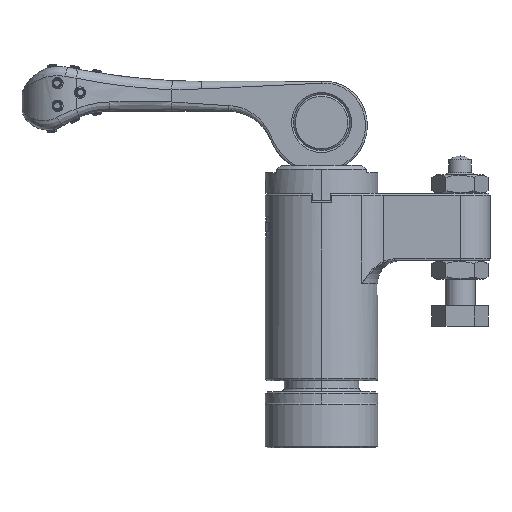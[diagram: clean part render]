
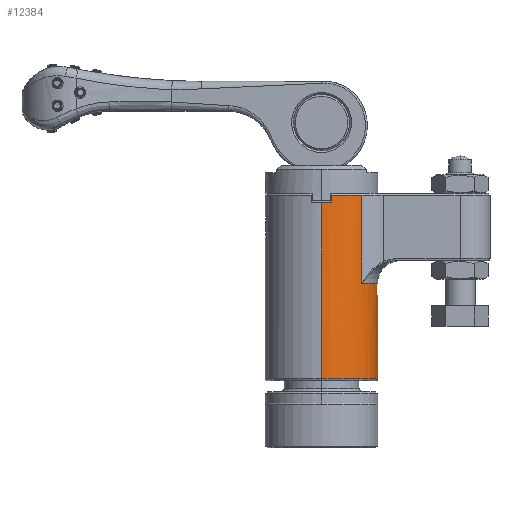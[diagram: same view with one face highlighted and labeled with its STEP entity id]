
A CAD part, front view. The second image highlights one B-rep face of the part: STEP entity #12384.
In plain terms, the highlighted cylindrical face has radius 15 mm (diameter 30 mm), a partial arc.
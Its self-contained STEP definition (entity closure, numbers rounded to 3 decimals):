
#118 = DIRECTION ( 'NONE',  ( 0., 0., -1. ) ) ;
#559 = ORIENTED_EDGE ( 'NONE', *, *, #21831, .F. ) ;
#646 = LINE ( 'NONE', #25870, #17459 ) ;
#1333 = VERTEX_POINT ( 'NONE', #13711 ) ;
#1540 = CYLINDRICAL_SURFACE ( 'NONE', #2220, 15. ) ;
#1910 = VERTEX_POINT ( 'NONE', #5910 ) ;
#2075 = DIRECTION ( 'NONE',  ( 0., 0., -1. ) ) ;
#2159 = CARTESIAN_POINT ( 'NONE',  ( 0., 15., 50. ) ) ;
#2220 = AXIS2_PLACEMENT_3D ( 'NONE', #11764, #26626, #20075 ) ;
#2537 = CARTESIAN_POINT ( 'NONE',  ( 0., 15., 47.5 ) ) ;
#2623 = EDGE_CURVE ( 'NONE', #11357, #1910, #18883, .T. ) ;
#3240 = CARTESIAN_POINT ( 'NONE',  ( 10.776, 10.435, 26. ) ) ;
#3244 = VECTOR ( 'NONE', #26463, 1000. ) ;
#3321 = CARTESIAN_POINT ( 'NONE',  ( 2.6, -14.773, 50. ) ) ;
#3339 = DIRECTION ( 'NONE',  ( 0., 0., 1. ) ) ;
#3615 = CARTESIAN_POINT ( 'NONE',  ( 10.776, 10.435, 50. ) ) ;
#3656 = CIRCLE ( 'NONE', #9314, 15. ) ;
#3804 = LINE ( 'NONE', #9936, #21826 ) ;
#4379 = DIRECTION ( 'NONE',  ( 0., -1., 0. ) ) ;
#4522 = ORIENTED_EDGE ( 'NONE', *, *, #10174, .F. ) ;
#4558 = EDGE_CURVE ( 'NONE', #23038, #5072, #5858, .T. ) ;
#4792 = VERTEX_POINT ( 'NONE', #10162 ) ;
#4832 = AXIS2_PLACEMENT_3D ( 'NONE', #6161, #2075, #4379 ) ;
#4837 = EDGE_CURVE ( 'NONE', #25978, #11357, #8116, .T. ) ;
#5071 = DIRECTION ( 'NONE',  ( 0., -1., 0. ) ) ;
#5072 = VERTEX_POINT ( 'NONE', #20913 ) ;
#5858 = LINE ( 'NONE', #22357, #3244 ) ;
#5910 = CARTESIAN_POINT ( 'NONE',  ( 2.6, 14.773, 49.5 ) ) ;
#6148 = CIRCLE ( 'NONE', #4832, 15. ) ;
#6161 = CARTESIAN_POINT ( 'NONE',  ( 0., 0., 47.5 ) ) ;
#6243 = CARTESIAN_POINT ( 'NONE',  ( 2.6, -14.773, 47.5 ) ) ;
#6506 = ORIENTED_EDGE ( 'NONE', *, *, #4837, .F. ) ;
#6666 = AXIS2_PLACEMENT_3D ( 'NONE', #19310, #23544, #6779 ) ;
#6779 = DIRECTION ( 'NONE',  ( 0., -1., 0. ) ) ;
#6822 = VECTOR ( 'NONE', #118, 1000. ) ;
#6991 = EDGE_CURVE ( 'NONE', #22550, #4792, #10873, .T. ) ;
#7284 = ORIENTED_EDGE ( 'NONE', *, *, #17299, .F. ) ;
#7683 = CARTESIAN_POINT ( 'NONE',  ( 0., 0., 49.5 ) ) ;
#7878 = DIRECTION ( 'NONE',  ( 0., 0., -1. ) ) ;
#8116 = LINE ( 'NONE', #3615, #8889 ) ;
#8654 = EDGE_CURVE ( 'NONE', #22550, #14958, #6148, .T. ) ;
#8771 = ORIENTED_EDGE ( 'NONE', *, *, #20776, .T. ) ;
#8889 = VECTOR ( 'NONE', #18610, 1000. ) ;
#9293 = DIRECTION ( 'NONE',  ( 0., 0., -1. ) ) ;
#9314 = AXIS2_PLACEMENT_3D ( 'NONE', #23758, #9293, #5071 ) ;
#9551 = CARTESIAN_POINT ( 'NONE',  ( 10.776, -10.435, 26. ) ) ;
#9645 = CIRCLE ( 'NONE', #14851, 15. ) ;
#9936 = CARTESIAN_POINT ( 'NONE',  ( 2.6, 14.773, 50. ) ) ;
#10162 = CARTESIAN_POINT ( 'NONE',  ( 0., 15., 0.5 ) ) ;
#10174 = EDGE_CURVE ( 'NONE', #1910, #14958, #3804, .T. ) ;
#10670 = ORIENTED_EDGE ( 'NONE', *, *, #18252, .F. ) ;
#10873 = LINE ( 'NONE', #2159, #6822 ) ;
#11011 = DIRECTION ( 'NONE',  ( 0., 0., -1. ) ) ;
#11112 = EDGE_CURVE ( 'NONE', #18709, #25978, #15312, .T. ) ;
#11357 = VERTEX_POINT ( 'NONE', #25512 ) ;
#11764 = CARTESIAN_POINT ( 'NONE',  ( 0., 0., 50. ) ) ;
#12384 = ADVANCED_FACE ( 'NONE', ( #18298 ), #1540, .T. ) ;
#13711 = CARTESIAN_POINT ( 'NONE',  ( 10.776, -10.435, 49.5 ) ) ;
#14306 = EDGE_LOOP ( 'NONE', ( #8771, #24278, #559, #18112, #14505, #4522, #20662, #6506, #20804, #19025, #7284, #10670 ) ) ;
#14505 = ORIENTED_EDGE ( 'NONE', *, *, #8654, .T. ) ;
#14851 = AXIS2_PLACEMENT_3D ( 'NONE', #18281, #16231, #24432 ) ;
#14958 = VERTEX_POINT ( 'NONE', #22323 ) ;
#15312 = CIRCLE ( 'NONE', #18814, 15. ) ;
#15368 = CIRCLE ( 'NONE', #6666, 15. ) ;
#15996 = DIRECTION ( 'NONE',  ( 0., 0., 1. ) ) ;
#16231 = DIRECTION ( 'NONE',  ( 0., 0., 1. ) ) ;
#17299 = EDGE_CURVE ( 'NONE', #19985, #1333, #9645, .T. ) ;
#17459 = VECTOR ( 'NONE', #11011, 1000. ) ;
#17641 = EDGE_CURVE ( 'NONE', #1333, #18709, #646, .T. ) ;
#18007 = AXIS2_PLACEMENT_3D ( 'NONE', #7683, #15996, #26508 ) ;
#18112 = ORIENTED_EDGE ( 'NONE', *, *, #6991, .F. ) ;
#18252 = EDGE_CURVE ( 'NONE', #20478, #19985, #24199, .T. ) ;
#18278 = CARTESIAN_POINT ( 'NONE',  ( 2.6, -14.773, 49.5 ) ) ;
#18281 = CARTESIAN_POINT ( 'NONE',  ( 0., 0., 49.5 ) ) ;
#18298 = FACE_OUTER_BOUND ( 'NONE', #14306, .T. ) ;
#18610 = DIRECTION ( 'NONE',  ( 0., 0., 1. ) ) ;
#18709 = VERTEX_POINT ( 'NONE', #9551 ) ;
#18814 = AXIS2_PLACEMENT_3D ( 'NONE', #25988, #3339, #19554 ) ;
#18883 = CIRCLE ( 'NONE', #18007, 15. ) ;
#19025 = ORIENTED_EDGE ( 'NONE', *, *, #17641, .F. ) ;
#19310 = CARTESIAN_POINT ( 'NONE',  ( 0., 0., 47.5 ) ) ;
#19554 = DIRECTION ( 'NONE',  ( 0., -1., 0. ) ) ;
#19985 = VERTEX_POINT ( 'NONE', #18278 ) ;
#20075 = DIRECTION ( 'NONE',  ( 0., 1., 0. ) ) ;
#20121 = VECTOR ( 'NONE', #26237, 1000. ) ;
#20478 = VERTEX_POINT ( 'NONE', #6243 ) ;
#20662 = ORIENTED_EDGE ( 'NONE', *, *, #2623, .F. ) ;
#20776 = EDGE_CURVE ( 'NONE', #20478, #23038, #15368, .T. ) ;
#20804 = ORIENTED_EDGE ( 'NONE', *, *, #11112, .F. ) ;
#20913 = CARTESIAN_POINT ( 'NONE',  ( 0., -15., 0.5 ) ) ;
#21674 = CARTESIAN_POINT ( 'NONE',  ( 0., -15., 47.5 ) ) ;
#21826 = VECTOR ( 'NONE', #7878, 1000. ) ;
#21831 = EDGE_CURVE ( 'NONE', #4792, #5072, #3656, .T. ) ;
#22323 = CARTESIAN_POINT ( 'NONE',  ( 2.6, 14.773, 47.5 ) ) ;
#22357 = CARTESIAN_POINT ( 'NONE',  ( 0., -15., 50. ) ) ;
#22550 = VERTEX_POINT ( 'NONE', #2537 ) ;
#23038 = VERTEX_POINT ( 'NONE', #21674 ) ;
#23544 = DIRECTION ( 'NONE',  ( 0., 0., -1. ) ) ;
#23758 = CARTESIAN_POINT ( 'NONE',  ( 0., 0., 0.5 ) ) ;
#24199 = LINE ( 'NONE', #3321, #20121 ) ;
#24278 = ORIENTED_EDGE ( 'NONE', *, *, #4558, .T. ) ;
#24432 = DIRECTION ( 'NONE',  ( 0., -1., 0. ) ) ;
#25512 = CARTESIAN_POINT ( 'NONE',  ( 10.776, 10.435, 49.5 ) ) ;
#25870 = CARTESIAN_POINT ( 'NONE',  ( 10.776, -10.435, 50. ) ) ;
#25978 = VERTEX_POINT ( 'NONE', #3240 ) ;
#25988 = CARTESIAN_POINT ( 'NONE',  ( 0., 0., 26. ) ) ;
#26237 = DIRECTION ( 'NONE',  ( 0., 0., 1. ) ) ;
#26463 = DIRECTION ( 'NONE',  ( 0., 0., -1. ) ) ;
#26508 = DIRECTION ( 'NONE',  ( 0., -1., 0. ) ) ;
#26626 = DIRECTION ( 'NONE',  ( 0., 0., -1. ) ) ;
